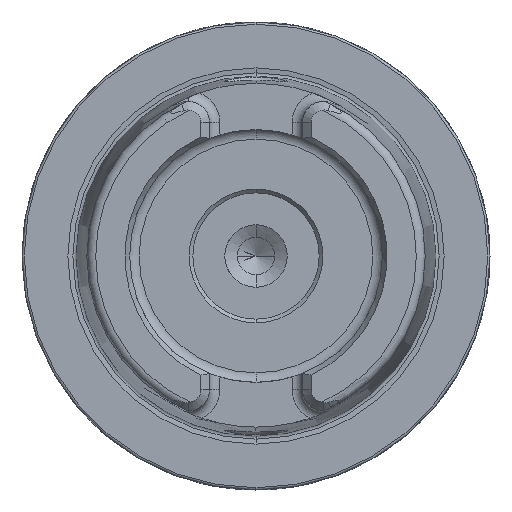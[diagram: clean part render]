
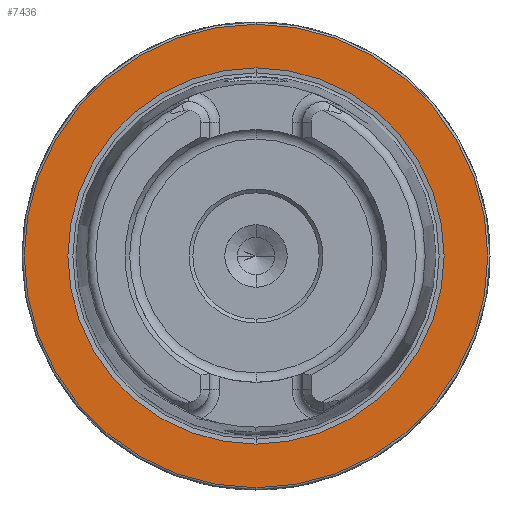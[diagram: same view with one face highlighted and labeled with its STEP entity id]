
A CAD part, left-side view. The second image highlights one B-rep face of the part: STEP entity #7436.
In plain terms, the highlighted planar face has unit normal (-1, 0, 0).
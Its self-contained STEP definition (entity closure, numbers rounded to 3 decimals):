
#995 = CARTESIAN_POINT ( 'NONE',  ( 0., 0., 0. ) ) ;
#996 = DIRECTION ( 'NONE',  ( -1., 0., 0. ) ) ;
#997 = DIRECTION ( 'NONE',  ( 0., 0., 1. ) ) ;
#998 = CARTESIAN_POINT ( 'NONE',  ( 0., 0., 0. ) ) ;
#999 = DIRECTION ( 'NONE',  ( -1., 0., 0. ) ) ;
#1000 = DIRECTION ( 'NONE',  ( 0., 0., 1. ) ) ;
#2052 = AXIS2_PLACEMENT_3D ( 'NONE', #3083, #3084, #3085 ) ;
#2053 = AXIS2_PLACEMENT_3D ( 'NONE', #3087, #3088, #3089 ) ;
#2136 = AXIS2_PLACEMENT_3D ( 'NONE', #995, #996, #997 ) ;
#2137 = AXIS2_PLACEMENT_3D ( 'NONE', #998, #999, #1000 ) ;
#2654 = EDGE_LOOP ( 'NONE', ( #7749, #7748 ) ) ;
#2657 = EDGE_LOOP ( 'NONE', ( #7751, #7750 ) ) ;
#3083 = CARTESIAN_POINT ( 'NONE',  ( 0., 0., 0. ) ) ;
#3084 = DIRECTION ( 'NONE',  ( -1., 0., 0. ) ) ;
#3085 = DIRECTION ( 'NONE',  ( 0., 0., 1. ) ) ;
#3087 = CARTESIAN_POINT ( 'NONE',  ( 0., 0., 0. ) ) ;
#3088 = DIRECTION ( 'NONE',  ( -1., 0., 0. ) ) ;
#3089 = DIRECTION ( 'NONE',  ( 0., 0., 1. ) ) ;
#3633 = AXIS2_PLACEMENT_3D ( 'NONE', #5094, #5092, #5097 ) ;
#5092 = DIRECTION ( 'NONE',  ( 1., 0., 0. ) ) ;
#5094 = CARTESIAN_POINT ( 'NONE',  ( 0., 31.2, 0. ) ) ;
#5095 = PLANE ( 'NONE',  #3633 ) ;
#5097 = DIRECTION ( 'NONE',  ( 0., 0., -1. ) ) ;
#6716 = FACE_OUTER_BOUND ( 'NONE', #2654, .T. ) ;
#6721 = FACE_BOUND ( 'NONE', #2657, .T. ) ;
#6969 = CIRCLE ( 'NONE', #2053, 25.324 ) ;
#6970 = CIRCLE ( 'NONE', #2052, 31.2 ) ;
#7188 = CIRCLE ( 'NONE', #2136, 31.2 ) ;
#7190 = CIRCLE ( 'NONE', #2137, 25.324 ) ;
#7436 = ADVANCED_FACE ( 'NONE', ( #6721, #6716 ), #5095, .F. ) ;
#7748 = ORIENTED_EDGE ( 'NONE', *, *, #9546, .T. ) ;
#7749 = ORIENTED_EDGE ( 'NONE', *, *, #9324, .T. ) ;
#7750 = ORIENTED_EDGE ( 'NONE', *, *, #9325, .F. ) ;
#7751 = ORIENTED_EDGE ( 'NONE', *, *, #9548, .F. ) ;
#9324 = EDGE_CURVE ( 'NONE', #11094, #11085, #6970, .T. ) ;
#9325 = EDGE_CURVE ( 'NONE', #11100, #11093, #6969, .T. ) ;
#9546 = EDGE_CURVE ( 'NONE', #11085, #11094, #7188, .T. ) ;
#9548 = EDGE_CURVE ( 'NONE', #11093, #11100, #7190, .T. ) ;
#11085 = VERTEX_POINT ( 'NONE', #12423 ) ;
#11093 = VERTEX_POINT ( 'NONE', #12431 ) ;
#11094 = VERTEX_POINT ( 'NONE', #12432 ) ;
#11100 = VERTEX_POINT ( 'NONE', #12438 ) ;
#12423 = CARTESIAN_POINT ( 'NONE',  ( 0., 0., -31.2 ) ) ;
#12431 = CARTESIAN_POINT ( 'NONE',  ( 0., 0., 25.324 ) ) ;
#12432 = CARTESIAN_POINT ( 'NONE',  ( 0., 0., 31.2 ) ) ;
#12438 = CARTESIAN_POINT ( 'NONE',  ( 0., 0., -25.324 ) ) ;
